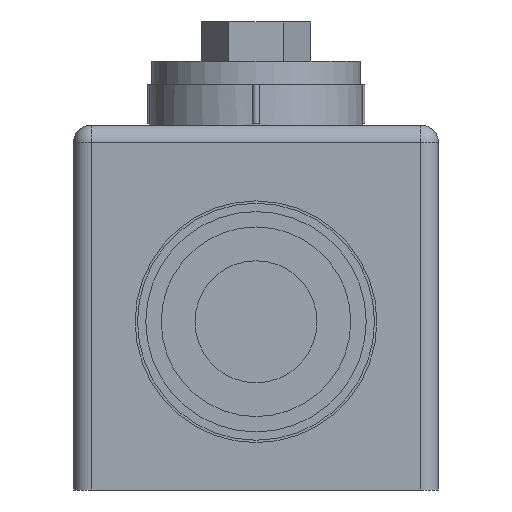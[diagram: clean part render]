
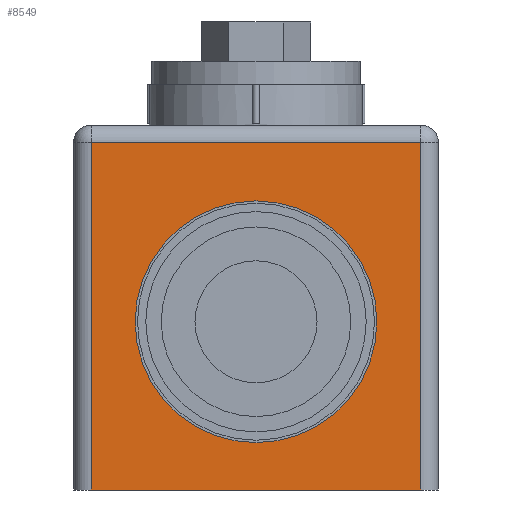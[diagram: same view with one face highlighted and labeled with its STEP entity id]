
A CAD part, front view. The second image highlights one B-rep face of the part: STEP entity #8549.
In plain terms, the highlighted planar face has unit normal (0, -1, 0).
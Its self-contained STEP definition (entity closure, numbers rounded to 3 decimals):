
#72=FACE_BOUND('',#1210,.T.);
#298=PLANE('',#9420);
#726=FACE_OUTER_BOUND('',#1209,.T.);
#1209=EDGE_LOOP('',(#7713,#7714,#7715,#7716));
#1210=EDGE_LOOP('',(#7717));
#2009=LINE('',#14335,#2843);
#2051=LINE('',#14463,#2885);
#2052=LINE('',#14465,#2886);
#2053=LINE('',#14466,#2887);
#2843=VECTOR('',#11759,1000.);
#2885=VECTOR('',#11867,1000.);
#2886=VECTOR('',#11868,1000.);
#2887=VECTOR('',#11869,1000.);
#3297=CIRCLE('',#9378,10.2);
#4079=VERTEX_POINT('',#14309);
#4088=VERTEX_POINT('',#14332);
#4089=VERTEX_POINT('',#14334);
#4142=VERTEX_POINT('',#14462);
#4143=VERTEX_POINT('',#14464);
#5276=EDGE_CURVE('',#4079,#4079,#3297,.T.);
#5287=EDGE_CURVE('',#4089,#4088,#2009,.T.);
#5350=EDGE_CURVE('',#4142,#4088,#2051,.T.);
#5351=EDGE_CURVE('',#4142,#4143,#2052,.T.);
#5352=EDGE_CURVE('',#4143,#4089,#2053,.T.);
#7713=ORIENTED_EDGE('',*,*,#5287,.T.);
#7714=ORIENTED_EDGE('',*,*,#5350,.F.);
#7715=ORIENTED_EDGE('',*,*,#5351,.T.);
#7716=ORIENTED_EDGE('',*,*,#5352,.T.);
#7717=ORIENTED_EDGE('',*,*,#5276,.F.);
#8549=ADVANCED_FACE('',(#726,#72),#298,.F.);
#9378=AXIS2_PLACEMENT_3D('',#14311,#11735,#11736);
#9420=AXIS2_PLACEMENT_3D('',#14461,#11865,#11866);
#11735=DIRECTION('center_axis',(0.,-1.,0.));
#11736=DIRECTION('ref_axis',(0.,0.,-1.));
#11759=DIRECTION('',(1.,0.,0.));
#11865=DIRECTION('center_axis',(0.,1.,0.));
#11866=DIRECTION('ref_axis',(0.,0.,1.));
#11867=DIRECTION('',(0.,0.,-1.));
#11868=DIRECTION('',(-1.,0.,0.));
#11869=DIRECTION('',(0.,0.,-1.));
#14309=CARTESIAN_POINT('',(0.,-51.5,12.2));
#14311=CARTESIAN_POINT('Origin',(0.,-51.5,2.));
#14332=CARTESIAN_POINT('',(13.9,-51.5,-12.2));
#14334=CARTESIAN_POINT('',(-13.9,-51.5,-12.2));
#14335=CARTESIAN_POINT('',(0.,-51.5,-12.2));
#14461=CARTESIAN_POINT('Origin',(0.,-51.5,18.6));
#14462=CARTESIAN_POINT('',(13.9,-51.5,17.1));
#14463=CARTESIAN_POINT('',(13.9,-51.5,18.6));
#14464=CARTESIAN_POINT('',(-13.9,-51.5,17.1));
#14465=CARTESIAN_POINT('',(0.,-51.5,17.1));
#14466=CARTESIAN_POINT('',(-13.9,-51.5,18.6));
